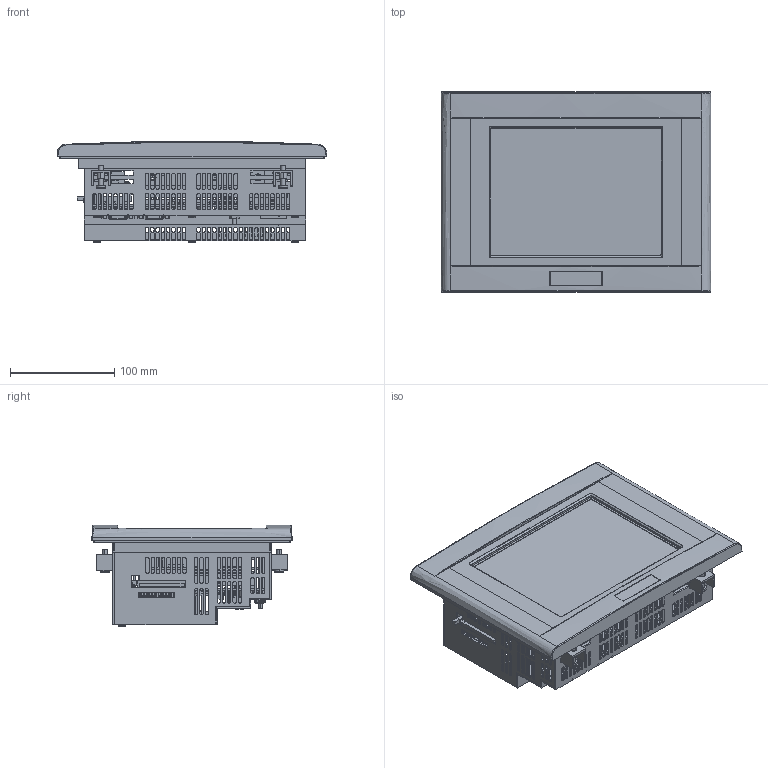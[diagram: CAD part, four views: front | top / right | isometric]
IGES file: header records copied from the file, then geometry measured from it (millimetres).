
Start section:  PTC IGES file: littlerock8_sw0003.igs
Global section: file name: littlerock8_sw0003.igs; native system: Pro/ENGINEER by Parametric Technology Corporation; preprocessor: 2004130; author: srollman; organization: Unknown; date: 051129.091702; units: inch
Bounding box: 259.2 x 193.04 x 97.48 mm (x, y, z)
Surface area: 526360 mm2 (no closed solid volume)
Topology: 0 solids, 0 shells, 2033 faces, 15312 edges, 15312 vertices
Faces by surface type: bspline 1475, revolution 558
